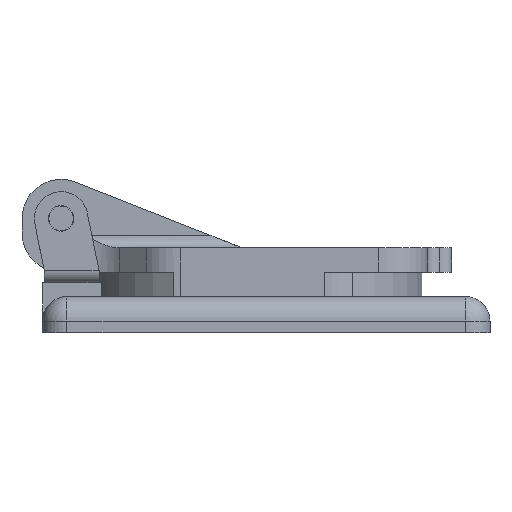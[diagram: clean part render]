
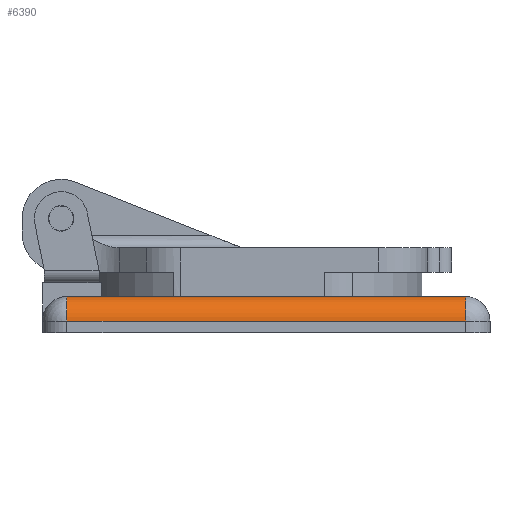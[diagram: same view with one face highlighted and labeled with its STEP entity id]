
A CAD part, front view. The second image highlights one B-rep face of the part: STEP entity #6390.
In plain terms, the highlighted cylindrical face has radius 3.175 mm (diameter 6.35 mm), a partial arc.
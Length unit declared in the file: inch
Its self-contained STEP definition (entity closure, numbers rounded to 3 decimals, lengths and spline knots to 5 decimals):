
#2 = CARTESIAN_POINT ( 'NONE',  ( 0., -1.775, -0.033 ) ) ;
#586 = EDGE_CURVE ( 'NONE', #3778, #5717, #1404, .T. ) ;
#1157 = VECTOR ( 'NONE', #3311, 39.37008 ) ;
#1213 = FACE_OUTER_BOUND ( 'NONE', #3157, .T. ) ;
#1219 = VERTEX_POINT ( 'NONE', #4792 ) ;
#1256 = ORIENTED_EDGE ( 'NONE', *, *, #5417, .F. ) ;
#1266 = DIRECTION ( 'NONE',  ( -1., 0., 0. ) ) ;
#1404 = LINE ( 'NONE', #4005, #1157 ) ;
#1737 = ORIENTED_EDGE ( 'NONE', *, *, #5285, .F. ) ;
#1922 = CARTESIAN_POINT ( 'NONE',  ( 1.145, -1.775, 0.092 ) ) ;
#2171 = CARTESIAN_POINT ( 'NONE',  ( -1.02, -1.775, 0.092 ) ) ;
#2414 = AXIS2_PLACEMENT_3D ( 'NONE', #5944, #1266, #6719 ) ;
#2572 = LINE ( 'NONE', #1922, #8538 ) ;
#3157 = EDGE_LOOP ( 'NONE', ( #1737, #9933, #1256, #8792 ) ) ;
#3311 = DIRECTION ( 'NONE',  ( -1., 0., 0. ) ) ;
#3313 = EDGE_CURVE ( 'NONE', #9967, #1219, #2572, .T. ) ;
#3778 = VERTEX_POINT ( 'NONE', #7935 ) ;
#3848 = DIRECTION ( 'NONE',  ( 1., 0., 0. ) ) ;
#3916 = DIRECTION ( 'NONE',  ( 0., -1., 0. ) ) ;
#4005 = CARTESIAN_POINT ( 'NONE',  ( -1.145, -1.9, -0.033 ) ) ;
#4792 = CARTESIAN_POINT ( 'NONE',  ( 1.02, -1.775, 0.092 ) ) ;
#5133 = CYLINDRICAL_SURFACE ( 'NONE', #5962, 0.125 ) ;
#5285 = EDGE_CURVE ( 'NONE', #5717, #9967, #6701, .T. ) ;
#5417 = EDGE_CURVE ( 'NONE', #1219, #3778, #5984, .T. ) ;
#5717 = VERTEX_POINT ( 'NONE', #7284 ) ;
#5944 = CARTESIAN_POINT ( 'NONE',  ( -1.02, -1.775, -0.033 ) ) ;
#5962 = AXIS2_PLACEMENT_3D ( 'NONE', #2, #8539, #3916 ) ;
#5984 = CIRCLE ( 'NONE', #7116, 0.125 ) ;
#6390 = ADVANCED_FACE ( 'NONE', ( #1213 ), #5133, .T. ) ;
#6701 = CIRCLE ( 'NONE', #2414, 0.125 ) ;
#6719 = DIRECTION ( 'NONE',  ( 0., 0., 1. ) ) ;
#7116 = AXIS2_PLACEMENT_3D ( 'NONE', #8462, #3848, #9249 ) ;
#7284 = CARTESIAN_POINT ( 'NONE',  ( -1.02, -1.9, -0.033 ) ) ;
#7935 = CARTESIAN_POINT ( 'NONE',  ( 1.02, -1.9, -0.033 ) ) ;
#8462 = CARTESIAN_POINT ( 'NONE',  ( 1.02, -1.775, -0.033 ) ) ;
#8538 = VECTOR ( 'NONE', #9684, 39.37008 ) ;
#8539 = DIRECTION ( 'NONE',  ( -1., 0., 0. ) ) ;
#8792 = ORIENTED_EDGE ( 'NONE', *, *, #3313, .F. ) ;
#9249 = DIRECTION ( 'NONE',  ( 0., 0., -1. ) ) ;
#9684 = DIRECTION ( 'NONE',  ( 1., 0., 0. ) ) ;
#9933 = ORIENTED_EDGE ( 'NONE', *, *, #586, .F. ) ;
#9967 = VERTEX_POINT ( 'NONE', #2171 ) ;
